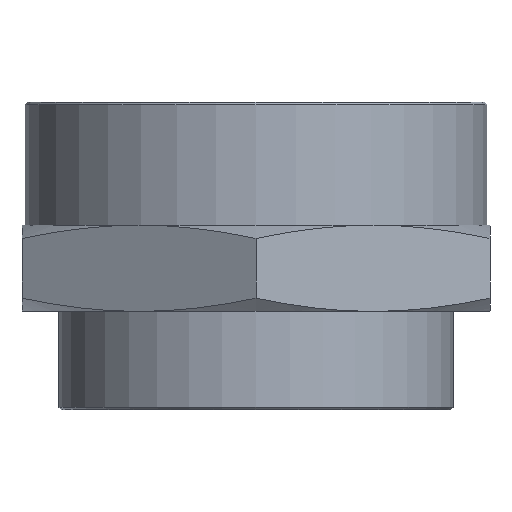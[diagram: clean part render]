
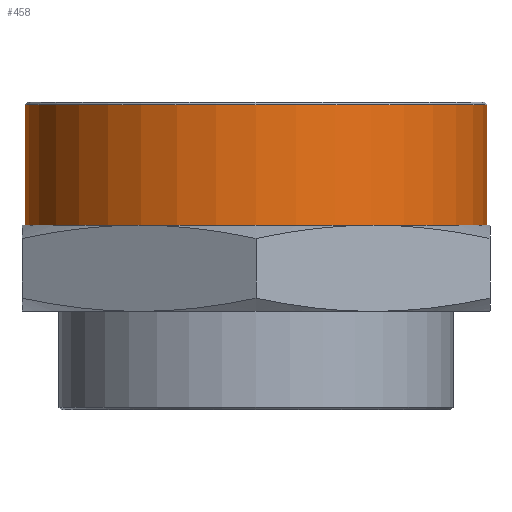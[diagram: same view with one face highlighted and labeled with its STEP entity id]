
A CAD part, front view. The second image highlights one B-rep face of the part: STEP entity #458.
In plain terms, the highlighted cylindrical face has radius 18.75 mm (diameter 37.5 mm), a full revolution.
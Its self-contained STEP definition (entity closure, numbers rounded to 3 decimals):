
#83=FACE_BOUND('',#151,.T.);
#115=FACE_OUTER_BOUND('',#150,.T.);
#150=EDGE_LOOP('',(#377));
#151=EDGE_LOOP('',(#378));
#186=CIRCLE('',#505,18.75);
#188=CIRCLE('',#509,18.75);
#223=VERTEX_POINT('',#1126);
#225=VERTEX_POINT('',#1132);
#278=EDGE_CURVE('',#223,#223,#186,.T.);
#280=EDGE_CURVE('',#225,#225,#188,.T.);
#377=ORIENTED_EDGE('',*,*,#280,.T.);
#378=ORIENTED_EDGE('',*,*,#278,.F.);
#400=CYLINDRICAL_SURFACE('',#508,18.75);
#458=ADVANCED_FACE('',(#115,#83),#400,.T.);
#505=AXIS2_PLACEMENT_3D('',#1127,#604,#605);
#508=AXIS2_PLACEMENT_3D('',#1131,#610,#611);
#509=AXIS2_PLACEMENT_3D('',#1133,#612,#613);
#604=DIRECTION('center_axis',(0.,0.,-1.));
#605=DIRECTION('ref_axis',(1.,0.,0.));
#610=DIRECTION('center_axis',(0.,0.,-1.));
#611=DIRECTION('ref_axis',(-1.,0.,0.));
#612=DIRECTION('center_axis',(0.,0.,-1.));
#613=DIRECTION('ref_axis',(-1.,0.,0.));
#1126=CARTESIAN_POINT('',(18.75,0.,3.5));
#1127=CARTESIAN_POINT('Origin',(0.,0.,3.5));
#1131=CARTESIAN_POINT('Origin',(0.,0.,13.5));
#1132=CARTESIAN_POINT('',(-18.75,0.,13.3));
#1133=CARTESIAN_POINT('Origin',(0.,0.,13.3));
